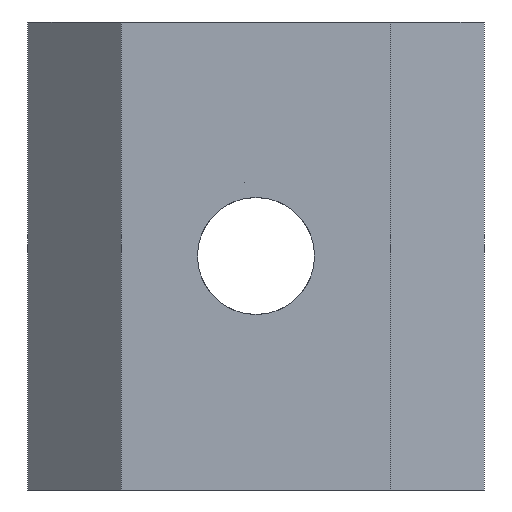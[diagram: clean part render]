
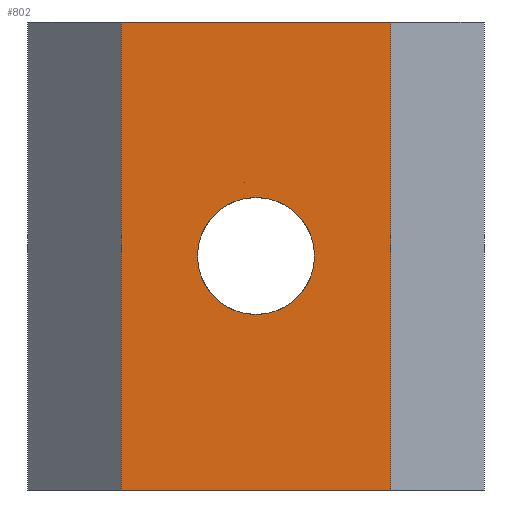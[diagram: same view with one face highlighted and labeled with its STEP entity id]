
A CAD part, front view. The second image highlights one B-rep face of the part: STEP entity #802.
In plain terms, the highlighted planar face has unit normal (0, -1, 0).
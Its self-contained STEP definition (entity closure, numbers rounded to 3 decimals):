
#48 = DIRECTION ( 'NONE',  ( 0., 0., -1. ) ) ;
#50 = CARTESIAN_POINT ( 'NONE',  ( -5.75, -9.5, 20. ) ) ;
#51 = DIRECTION ( 'NONE',  ( 1., 0., 0. ) ) ;
#136 = EDGE_CURVE ( 'NONE', #560, #536, #370, .T. ) ;
#149 = EDGE_CURVE ( 'NONE', #548, #538, #353, .T. ) ;
#151 = EDGE_CURVE ( 'NONE', #536, #560, #349, .T. ) ;
#176 = PLANE ( 'NONE',  #729 ) ;
#178 = CARTESIAN_POINT ( 'NONE',  ( -5.75, -9.5, 20. ) ) ;
#179 = DIRECTION ( 'NONE',  ( 0., 1., 0. ) ) ;
#180 = DIRECTION ( 'NONE',  ( -1., 0., 0. ) ) ;
#204 = CARTESIAN_POINT ( 'NONE',  ( -5.75, -9.5, 20. ) ) ;
#206 = DIRECTION ( 'NONE',  ( 0., 0., -1. ) ) ;
#211 = CARTESIAN_POINT ( 'NONE',  ( 0., -9.5, 10. ) ) ;
#212 = DIRECTION ( 'NONE',  ( 0., -1., 0. ) ) ;
#213 = DIRECTION ( 'NONE',  ( 0., 0., -1. ) ) ;
#273 = FACE_OUTER_BOUND ( 'NONE', #570, .T. ) ;
#276 = FACE_BOUND ( 'NONE', #580, .T. ) ;
#290 = VECTOR ( 'NONE', #51, 1000. ) ;
#293 = LINE ( 'NONE', #50, #290 ) ;
#294 = VECTOR ( 'NONE', #48, 1000. ) ;
#296 = VECTOR ( 'NONE', #643, 1000. ) ;
#297 = LINE ( 'NONE', #644, #294 ) ;
#299 = LINE ( 'NONE', #642, #296 ) ;
#349 = CIRCLE ( 'NONE', #757, 2.5 ) ;
#350 = VECTOR ( 'NONE', #206, 1000. ) ;
#353 = LINE ( 'NONE', #204, #350 ) ;
#370 = CIRCLE ( 'NONE', #765, 2.5 ) ;
#401 = ORIENTED_EDGE ( 'NONE', *, *, #151, .F. ) ;
#406 = ORIENTED_EDGE ( 'NONE', *, *, #780, .F. ) ;
#407 = ORIENTED_EDGE ( 'NONE', *, *, #149, .T. ) ;
#421 = ORIENTED_EDGE ( 'NONE', *, *, #779, .T. ) ;
#431 = ORIENTED_EDGE ( 'NONE', *, *, #136, .F. ) ;
#464 = ORIENTED_EDGE ( 'NONE', *, *, #782, .F. ) ;
#536 = VERTEX_POINT ( 'NONE', #645 ) ;
#538 = VERTEX_POINT ( 'NONE', #647 ) ;
#545 = VERTEX_POINT ( 'NONE', #654 ) ;
#548 = VERTEX_POINT ( 'NONE', #656 ) ;
#560 = VERTEX_POINT ( 'NONE', #662 ) ;
#570 = EDGE_LOOP ( 'NONE', ( #421, #406, #464, #407 ) ) ;
#575 = VERTEX_POINT ( 'NONE', #668 ) ;
#580 = EDGE_LOOP ( 'NONE', ( #401, #431 ) ) ;
#642 = CARTESIAN_POINT ( 'NONE',  ( -5.75, -9.5, 0. ) ) ;
#643 = DIRECTION ( 'NONE',  ( 1., 0., 0. ) ) ;
#644 = CARTESIAN_POINT ( 'NONE',  ( 5.75, -9.5, 20. ) ) ;
#645 = CARTESIAN_POINT ( 'NONE',  ( 0., -9.5, 7.5 ) ) ;
#647 = CARTESIAN_POINT ( 'NONE',  ( -5.75, -9.5, 0. ) ) ;
#654 = CARTESIAN_POINT ( 'NONE',  ( 5.75, -9.5, 0. ) ) ;
#656 = CARTESIAN_POINT ( 'NONE',  ( -5.75, -9.5, 20. ) ) ;
#662 = CARTESIAN_POINT ( 'NONE',  ( 0., -9.5, 12.5 ) ) ;
#668 = CARTESIAN_POINT ( 'NONE',  ( 5.75, -9.5, 20. ) ) ;
#729 = AXIS2_PLACEMENT_3D ( 'NONE', #178, #179, #180 ) ;
#757 = AXIS2_PLACEMENT_3D ( 'NONE', #211, #212, #213 ) ;
#765 = AXIS2_PLACEMENT_3D ( 'NONE', #820, #821, #822 ) ;
#779 = EDGE_CURVE ( 'NONE', #538, #545, #299, .T. ) ;
#780 = EDGE_CURVE ( 'NONE', #575, #545, #297, .T. ) ;
#782 = EDGE_CURVE ( 'NONE', #548, #575, #293, .T. ) ;
#802 = ADVANCED_FACE ( 'NONE', ( #276, #273 ), #176, .F. ) ;
#820 = CARTESIAN_POINT ( 'NONE',  ( 0., -9.5, 10. ) ) ;
#821 = DIRECTION ( 'NONE',  ( 0., -1., 0. ) ) ;
#822 = DIRECTION ( 'NONE',  ( 0., 0., -1. ) ) ;
